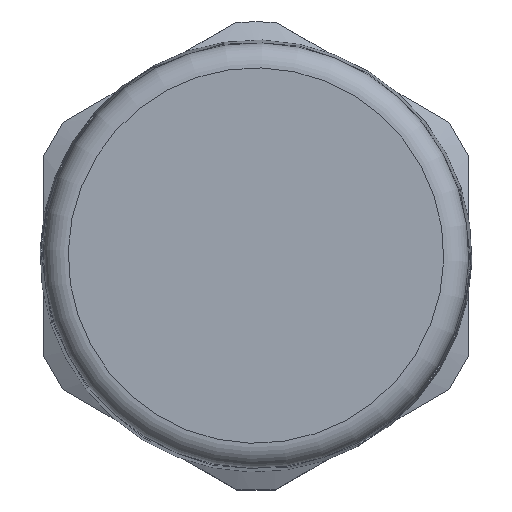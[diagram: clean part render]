
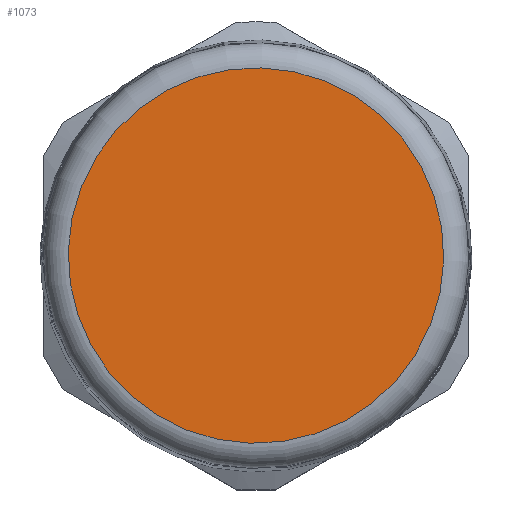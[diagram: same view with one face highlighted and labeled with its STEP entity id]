
A CAD part, top view. The second image highlights one B-rep face of the part: STEP entity #1073.
In plain terms, the highlighted face is planar.
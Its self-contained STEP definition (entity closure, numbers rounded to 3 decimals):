
#198=PLANE('',#1218);
#291=FACE_OUTER_BOUND('',#378,.T.);
#378=EDGE_LOOP('',(#819));
#482=CIRCLE('',#1216,7.518);
#565=VERTEX_POINT('',#1919);
#670=EDGE_CURVE('',#565,#565,#482,.T.);
#819=ORIENTED_EDGE('',*,*,#670,.F.);
#1073=ADVANCED_FACE('',(#291),#198,.T.);
#1216=AXIS2_PLACEMENT_3D('',#1920,#1411,#1412);
#1218=AXIS2_PLACEMENT_3D('',#1923,#1415,#1416);
#1411=DIRECTION('center_axis',(1.,0.,0.));
#1412=DIRECTION('ref_axis',(0.,-1.,0.));
#1415=DIRECTION('center_axis',(-1.,0.,0.));
#1416=DIRECTION('ref_axis',(0.,0.,1.));
#1919=CARTESIAN_POINT('',(-8.1,7.518,0.));
#1920=CARTESIAN_POINT('Origin',(-8.1,0.,0.));
#1923=CARTESIAN_POINT('Origin',(-8.1,8.5,0.));
